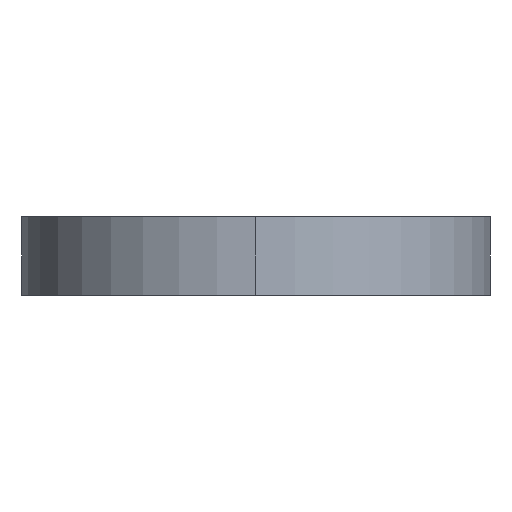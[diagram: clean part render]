
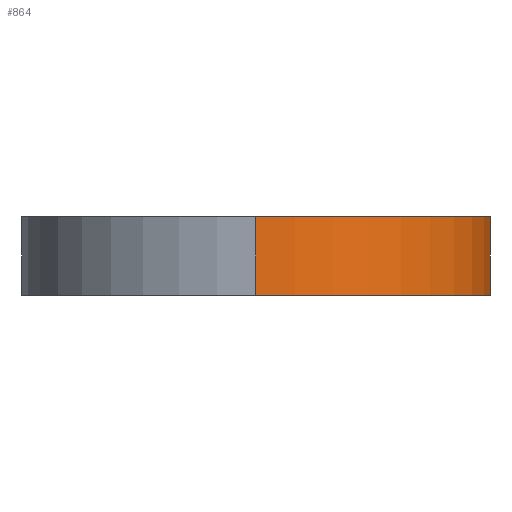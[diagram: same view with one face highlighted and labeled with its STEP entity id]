
A CAD part, left-side view. The second image highlights one B-rep face of the part: STEP entity #864.
In plain terms, the highlighted cylindrical face has radius 60 mm (diameter 120 mm), a partial arc.
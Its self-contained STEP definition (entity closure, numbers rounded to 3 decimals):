
#53 = CARTESIAN_POINT ( 'NONE',  ( -60., 0., 20. ) ) ;
#72 = VERTEX_POINT ( 'NONE', #695 ) ;
#115 = CARTESIAN_POINT ( 'NONE',  ( 0., 0., 20. ) ) ;
#132 = DIRECTION ( 'NONE',  ( 0., 0., 1. ) ) ;
#152 = CARTESIAN_POINT ( 'NONE',  ( 0., 0., 20. ) ) ;
#159 = DIRECTION ( 'NONE',  ( 1., 0., 0. ) ) ;
#215 = ORIENTED_EDGE ( 'NONE', *, *, #1220, .F. ) ;
#345 = CARTESIAN_POINT ( 'NONE',  ( -60., 0., 0. ) ) ;
#379 = CARTESIAN_POINT ( 'NONE',  ( -60., 0., 20. ) ) ;
#383 = AXIS2_PLACEMENT_3D ( 'NONE', #115, #132, #388 ) ;
#388 = DIRECTION ( 'NONE',  ( 1., 0., 0. ) ) ;
#398 = DIRECTION ( 'NONE',  ( 0., 0., -1. ) ) ;
#401 = VERTEX_POINT ( 'NONE', #783 ) ;
#431 = CIRCLE ( 'NONE', #1347, 60. ) ;
#517 = VERTEX_POINT ( 'NONE', #53 ) ;
#634 = VERTEX_POINT ( 'NONE', #345 ) ;
#689 = FACE_OUTER_BOUND ( 'NONE', #1321, .T. ) ;
#695 = CARTESIAN_POINT ( 'NONE',  ( 15.721, -57.904, 0. ) ) ;
#708 = DIRECTION ( 'NONE',  ( 0., 0., -1. ) ) ;
#712 = ORIENTED_EDGE ( 'NONE', *, *, #979, .T. ) ;
#783 = CARTESIAN_POINT ( 'NONE',  ( 15.721, -57.904, 20. ) ) ;
#864 = ADVANCED_FACE ( 'NONE', ( #689 ), #1611, .T. ) ;
#877 = ORIENTED_EDGE ( 'NONE', *, *, #1249, .T. ) ;
#979 = EDGE_CURVE ( 'NONE', #634, #72, #431, .T. ) ;
#1007 = AXIS2_PLACEMENT_3D ( 'NONE', #152, #708, #1464 ) ;
#1096 = EDGE_CURVE ( 'NONE', #401, #72, #1294, .T. ) ;
#1109 = CARTESIAN_POINT ( 'NONE',  ( 0., 0., 0. ) ) ;
#1142 = DIRECTION ( 'NONE',  ( 0., 0., -1. ) ) ;
#1194 = VECTOR ( 'NONE', #1142, 1000. ) ;
#1220 = EDGE_CURVE ( 'NONE', #517, #401, #1276, .T. ) ;
#1249 = EDGE_CURVE ( 'NONE', #517, #634, #1450, .T. ) ;
#1276 = CIRCLE ( 'NONE', #383, 60. ) ;
#1294 = LINE ( 'NONE', #1377, #1194 ) ;
#1306 = ORIENTED_EDGE ( 'NONE', *, *, #1096, .F. ) ;
#1321 = EDGE_LOOP ( 'NONE', ( #215, #877, #712, #1306 ) ) ;
#1347 = AXIS2_PLACEMENT_3D ( 'NONE', #1109, #1352, #159 ) ;
#1352 = DIRECTION ( 'NONE',  ( 0., 0., 1. ) ) ;
#1377 = CARTESIAN_POINT ( 'NONE',  ( 15.721, -57.904, 20. ) ) ;
#1450 = LINE ( 'NONE', #379, #1631 ) ;
#1464 = DIRECTION ( 'NONE',  ( -1., 0., 0. ) ) ;
#1611 = CYLINDRICAL_SURFACE ( 'NONE', #1007, 60. ) ;
#1631 = VECTOR ( 'NONE', #398, 1000. ) ;
